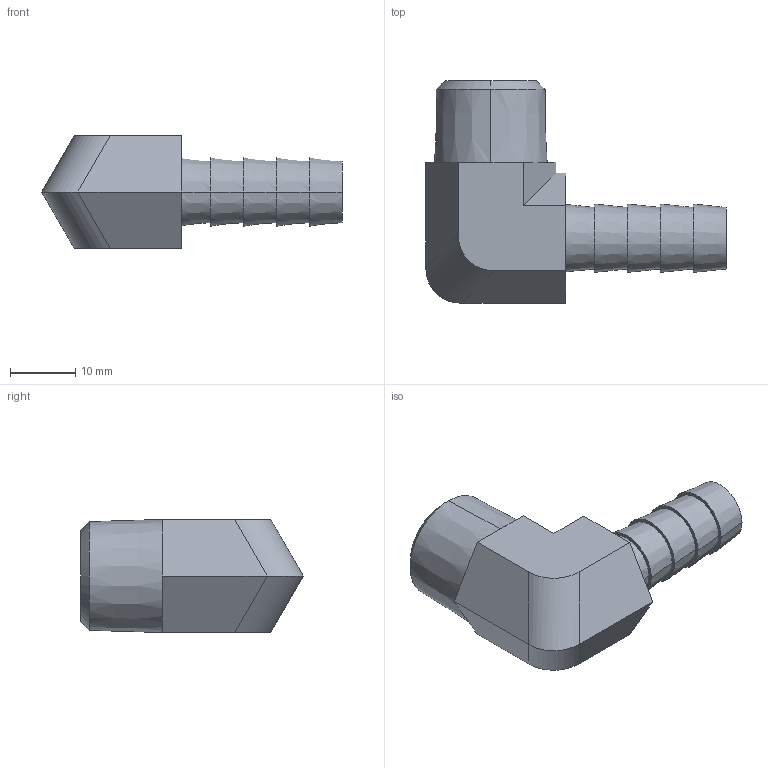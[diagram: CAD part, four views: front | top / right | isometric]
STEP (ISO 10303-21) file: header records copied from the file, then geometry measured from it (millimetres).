
FILE_DESCRIPTION (( 'STEP AP214' ), '1' );
FILE_NAME ('BAHBL-38-38N.step', '2017-08-29T20:40:19', ( '' ), ( '' ), 'SwSTEP 2.0', 'SolidWorks 2017', '' );
FILE_SCHEMA (( 'AUTOMOTIVE_DESIGN' ));
Length unit declared in the file: inch
Products named in the file (1): BAHBL-38-38N
Bounding box: 45.87 x 33.96 x 17.27 mm (x, y, z)
Volume: 7137.3 mm3; surface area: 4779.3 mm2
Topology: 1 solids, 1 shells, 56 faces, 121 edges, 75 vertices
Faces by surface type: plane 32, cone 14, cylinder 10
Entity records: 1719 total; most frequent: CARTESIAN_POINT 426, DIRECTION 278, ORIENTED_EDGE 242, EDGE_CURVE 121, AXIS2_PLACEMENT_3D 107, VERTEX_POINT 75, EDGE_LOOP 66, VECTOR 64
